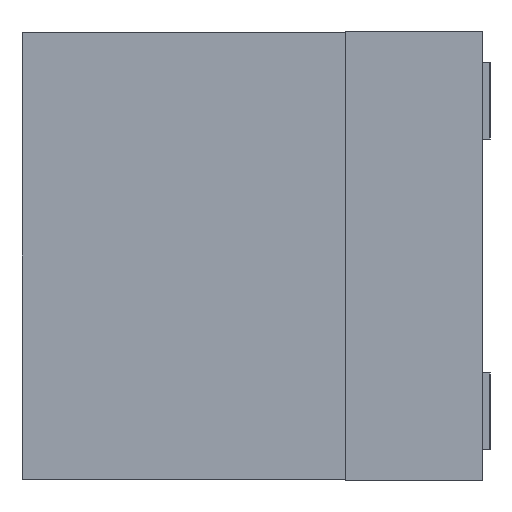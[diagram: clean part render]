
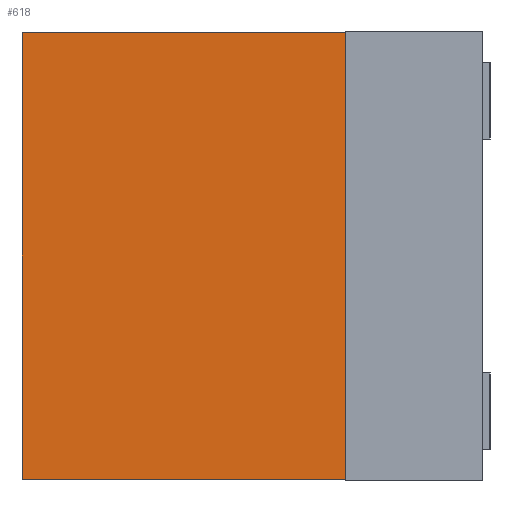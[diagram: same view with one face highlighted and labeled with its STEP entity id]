
A CAD part, left-side view. The second image highlights one B-rep face of the part: STEP entity #618.
In plain terms, the highlighted planar face has unit normal (-1, 0, 0).
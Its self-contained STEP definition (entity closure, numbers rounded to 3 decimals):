
#24 = PLANE ( 'NONE',  #1137 ) ;
#33 = DIRECTION ( 'NONE',  ( 0., 0., -1. ) ) ;
#61 = VERTEX_POINT ( 'NONE', #393 ) ;
#108 = VECTOR ( 'NONE', #441, 1000. ) ;
#128 = VECTOR ( 'NONE', #130, 1000. ) ;
#130 = DIRECTION ( 'NONE',  ( 0., -1., 0. ) ) ;
#185 = DIRECTION ( 'NONE',  ( 0., 1., 0. ) ) ;
#188 = ORIENTED_EDGE ( 'NONE', *, *, #967, .F. ) ;
#192 = LINE ( 'NONE', #262, #1104 ) ;
#204 = CARTESIAN_POINT ( 'NONE',  ( -1.64, 0.89, -1.45 ) ) ;
#205 = CARTESIAN_POINT ( 'NONE',  ( -1.64, 2.99, -1.45 ) ) ;
#262 = CARTESIAN_POINT ( 'NONE',  ( -1.64, 2.99, -1.45 ) ) ;
#289 = FACE_OUTER_BOUND ( 'NONE', #965, .T. ) ;
#309 = DIRECTION ( 'NONE',  ( 0., 0., -1. ) ) ;
#368 = CARTESIAN_POINT ( 'NONE',  ( -1.64, 2.99, -1.45 ) ) ;
#393 = CARTESIAN_POINT ( 'NONE',  ( -1.64, 2.99, 1.45 ) ) ;
#441 = DIRECTION ( 'NONE',  ( 0., 0., 1. ) ) ;
#479 = ORIENTED_EDGE ( 'NONE', *, *, #795, .F. ) ;
#562 = ORIENTED_EDGE ( 'NONE', *, *, #593, .F. ) ;
#593 = EDGE_CURVE ( 'NONE', #61, #1116, #673, .T. ) ;
#597 = VERTEX_POINT ( 'NONE', #1034 ) ;
#618 = ADVANCED_FACE ( 'NONE', ( #289 ), #24, .F. ) ;
#634 = CARTESIAN_POINT ( 'NONE',  ( -1.64, 0.89, 1.45 ) ) ;
#673 = LINE ( 'NONE', #1111, #128 ) ;
#782 = LINE ( 'NONE', #204, #838 ) ;
#795 = EDGE_CURVE ( 'NONE', #1081, #61, #971, .T. ) ;
#838 = VECTOR ( 'NONE', #309, 1000. ) ;
#861 = DIRECTION ( 'NONE',  ( 1., 0., 0. ) ) ;
#905 = ORIENTED_EDGE ( 'NONE', *, *, #1141, .F. ) ;
#965 = EDGE_LOOP ( 'NONE', ( #562, #479, #905, #188 ) ) ;
#967 = EDGE_CURVE ( 'NONE', #1116, #597, #782, .T. ) ;
#971 = LINE ( 'NONE', #1157, #108 ) ;
#1034 = CARTESIAN_POINT ( 'NONE',  ( -1.64, 0.89, -1.45 ) ) ;
#1081 = VERTEX_POINT ( 'NONE', #368 ) ;
#1104 = VECTOR ( 'NONE', #185, 1000. ) ;
#1111 = CARTESIAN_POINT ( 'NONE',  ( -1.64, 2.99, 1.45 ) ) ;
#1116 = VERTEX_POINT ( 'NONE', #634 ) ;
#1137 = AXIS2_PLACEMENT_3D ( 'NONE', #205, #861, #33 ) ;
#1141 = EDGE_CURVE ( 'NONE', #597, #1081, #192, .T. ) ;
#1157 = CARTESIAN_POINT ( 'NONE',  ( -1.64, 2.99, 1.45 ) ) ;
